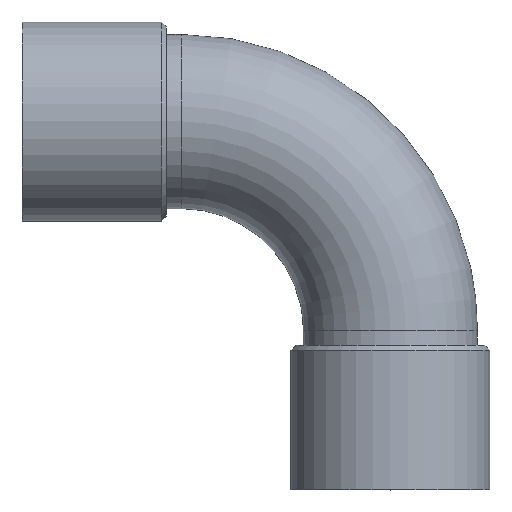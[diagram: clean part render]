
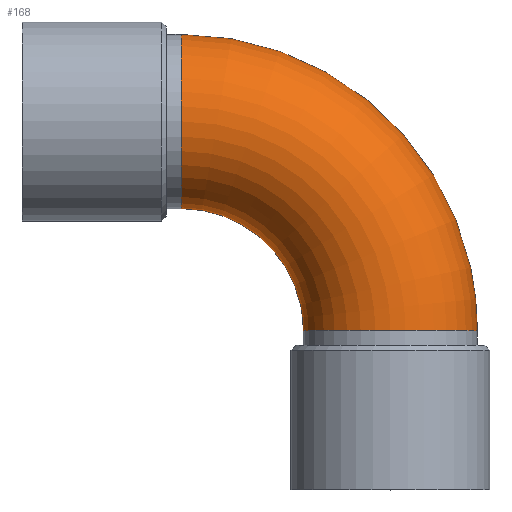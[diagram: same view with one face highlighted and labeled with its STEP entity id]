
A CAD part, top view. The second image highlights one B-rep face of the part: STEP entity #168.
In plain terms, the highlighted toroidal (fillet/blend) face has major radius 42 mm and minor radius 17.5 mm.
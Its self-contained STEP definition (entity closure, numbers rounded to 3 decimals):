
#20=TOROIDAL_SURFACE('',#203,42.,17.5);
#42=ORIENTED_EDGE('',*,*,#64,.T.);
#43=ORIENTED_EDGE('',*,*,#63,.F.);
#63=EDGE_CURVE('',#77,#77,#91,.T.);
#64=EDGE_CURVE('',#78,#78,#92,.T.);
#77=VERTEX_POINT('',#299);
#78=VERTEX_POINT('',#302);
#91=CIRCLE('',#202,17.5);
#92=CIRCLE('',#204,17.5);
#112=EDGE_LOOP('',(#42));
#113=EDGE_LOOP('',(#43));
#140=FACE_BOUND('',#112,.T.);
#141=FACE_BOUND('',#113,.T.);
#168=ADVANCED_FACE('',(#140,#141),#20,.T.);
#202=AXIS2_PLACEMENT_3D('',#298,#246,#247);
#203=AXIS2_PLACEMENT_3D('',#300,#248,#249);
#204=AXIS2_PLACEMENT_3D('',#301,#250,#251);
#246=DIRECTION('',(0.,-1.,0.));
#247=DIRECTION('',(0.,0.,-1.));
#248=DIRECTION('',(0.,0.,-1.));
#249=DIRECTION('',(-1.,0.,0.));
#250=DIRECTION('',(1.,0.,0.));
#251=DIRECTION('',(0.,0.,-1.));
#298=CARTESIAN_POINT('',(0.,0.,0.));
#299=CARTESIAN_POINT('',(0.,0.,-17.5));
#300=CARTESIAN_POINT('',(-42.,0.,0.));
#301=CARTESIAN_POINT('',(-42.,42.,0.));
#302=CARTESIAN_POINT('',(-42.,42.,-17.5));
